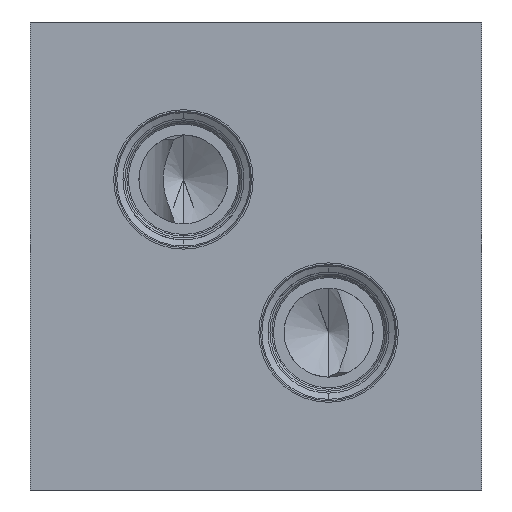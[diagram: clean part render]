
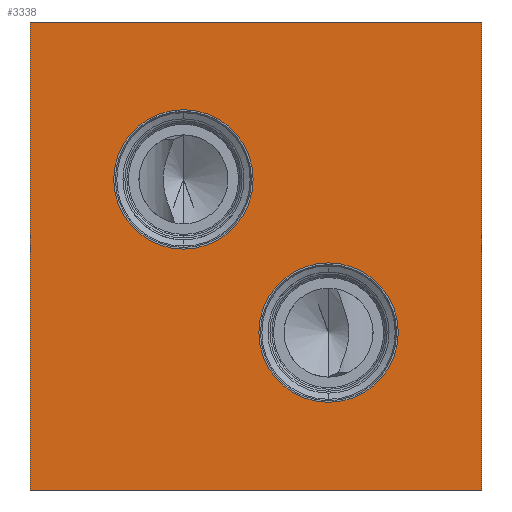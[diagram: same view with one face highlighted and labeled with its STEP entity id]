
A CAD part, front view. The second image highlights one B-rep face of the part: STEP entity #3338.
In plain terms, the highlighted planar face has unit normal (0, -1, 0).
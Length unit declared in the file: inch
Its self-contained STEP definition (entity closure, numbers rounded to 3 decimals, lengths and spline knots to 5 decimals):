
#5=DIRECTION('',(1.,0.,0.));
#6=VECTOR('',#5,3.5);
#7=CARTESIAN_POINT('',(0.,-3.5,0.));
#8=LINE('',#7,#6);
#95=DIRECTION('',(0.,0.,1.));
#96=VECTOR('',#95,3.625);
#97=CARTESIAN_POINT('',(3.5,-3.5,0.));
#98=LINE('',#97,#96);
#119=DIRECTION('',(0.,0.,1.));
#120=VECTOR('',#119,3.625);
#121=CARTESIAN_POINT('',(0.,-3.5,0.));
#122=LINE('',#121,#120);
#123=CARTESIAN_POINT('',(1.188,-3.5,2.406));
#124=DIRECTION('',(0.,1.,0.));
#125=DIRECTION('',(0.,0.,-1.));
#126=AXIS2_PLACEMENT_3D('',#123,#124,#125);
#128=CARTESIAN_POINT('',(1.188,-3.5,2.406));
#129=DIRECTION('',(0.,1.,0.));
#130=DIRECTION('',(0.,0.,1.));
#131=AXIS2_PLACEMENT_3D('',#128,#129,#130);
#133=CARTESIAN_POINT('',(2.312,-3.5,1.219));
#134=DIRECTION('',(0.,1.,0.));
#135=DIRECTION('',(0.,0.,-1.));
#136=AXIS2_PLACEMENT_3D('',#133,#134,#135);
#138=CARTESIAN_POINT('',(2.312,-3.5,1.219));
#139=DIRECTION('',(0.,1.,0.));
#140=DIRECTION('',(0.,0.,1.));
#141=AXIS2_PLACEMENT_3D('',#138,#139,#140);
#155=DIRECTION('',(1.,0.,0.));
#156=VECTOR('',#155,3.5);
#157=CARTESIAN_POINT('',(0.,-3.5,3.625));
#158=LINE('',#157,#156);
#2807=CARTESIAN_POINT('',(0.,-3.5,0.));
#2809=VERTEX_POINT('',#2807);
#2810=CARTESIAN_POINT('',(3.5,-3.5,0.));
#2811=VERTEX_POINT('',#2810);
#2815=CARTESIAN_POINT('',(0.,-3.5,3.625));
#2817=VERTEX_POINT('',#2815);
#2818=CARTESIAN_POINT('',(3.5,-3.5,3.625));
#2819=VERTEX_POINT('',#2818);
#2964=CARTESIAN_POINT('',(1.188,-3.5,1.866));
#2965=CARTESIAN_POINT('',(1.188,-3.5,2.946));
#2966=VERTEX_POINT('',#2964);
#2967=VERTEX_POINT('',#2965);
#3031=CARTESIAN_POINT('',(2.312,-3.5,0.679));
#3032=CARTESIAN_POINT('',(2.312,-3.5,1.759));
#3033=VERTEX_POINT('',#3031);
#3034=VERTEX_POINT('',#3032);
#3314=CARTESIAN_POINT('',(0.,-3.5,0.));
#3315=DIRECTION('',(0.,-1.,0.));
#3316=DIRECTION('',(1.,0.,0.));
#3317=AXIS2_PLACEMENT_3D('',#3314,#3315,#3316);
#3318=PLANE('',#3317);
#3319=ORIENTED_EDGE('',*,*,#3208,.F.);
#3320=ORIENTED_EDGE('',*,*,#3239,.T.);
#3322=ORIENTED_EDGE('',*,*,#3321,.T.);
#3323=ORIENTED_EDGE('',*,*,#3294,.F.);
#3324=EDGE_LOOP('',(#3319,#3320,#3322,#3323));
#3325=FACE_OUTER_BOUND('',#3324,.F.);
#3327=ORIENTED_EDGE('',*,*,#3326,.F.);
#3329=ORIENTED_EDGE('',*,*,#3328,.F.);
#3330=EDGE_LOOP('',(#3327,#3329));
#3331=FACE_BOUND('',#3330,.F.);
#3333=ORIENTED_EDGE('',*,*,#3332,.F.);
#3335=ORIENTED_EDGE('',*,*,#3334,.F.);
#3336=EDGE_LOOP('',(#3333,#3335));
#3337=FACE_BOUND('',#3336,.F.);
#3338=ADVANCED_FACE('',(#3325,#3331,#3337),#3318,.T.);
#127=CIRCLE('',#126,0.54);
#132=CIRCLE('',#131,0.54);
#137=CIRCLE('',#136,0.54);
#142=CIRCLE('',#141,0.54);
#3208=EDGE_CURVE('',#2809,#2811,#8,.T.);
#3239=EDGE_CURVE('',#2809,#2817,#122,.T.);
#3294=EDGE_CURVE('',#2811,#2819,#98,.T.);
#3321=EDGE_CURVE('',#2817,#2819,#158,.T.);
#3326=EDGE_CURVE('',#2966,#2967,#127,.T.);
#3328=EDGE_CURVE('',#2967,#2966,#132,.T.);
#3332=EDGE_CURVE('',#3033,#3034,#137,.T.);
#3334=EDGE_CURVE('',#3034,#3033,#142,.T.);
